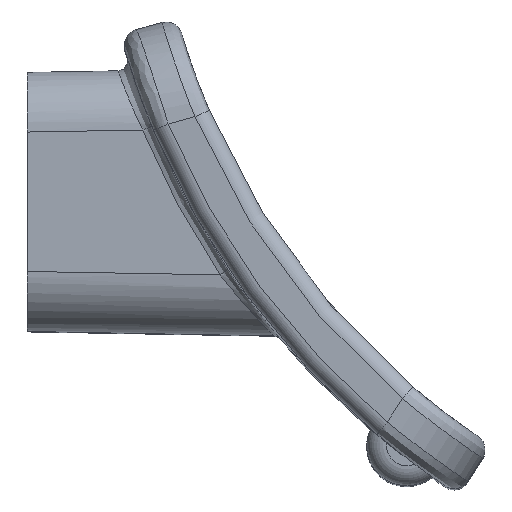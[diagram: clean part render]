
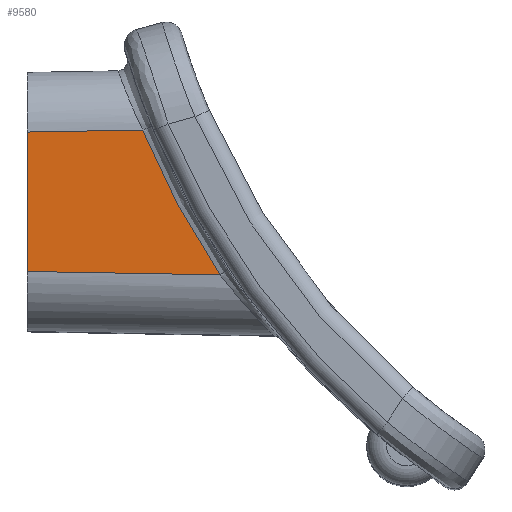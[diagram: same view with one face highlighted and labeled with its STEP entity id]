
A CAD part, top view. The second image highlights one B-rep face of the part: STEP entity #9580.
In plain terms, the highlighted planar face has unit normal (-0.018, 0, 1).
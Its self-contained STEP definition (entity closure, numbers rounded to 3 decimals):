
#300=CARTESIAN_POINT('',(-2.,18.487,-16.));
#310=VERTEX_POINT('',#300);
#360=CARTESIAN_POINT('',(-2.,8.486,-16.));
#370=DIRECTION('',(0.,1.,0.));
#380=VECTOR('',#370,1.);
#390=LINE('',#360,#380);
#400=CARTESIAN_POINT('',(-2.,11.486,-16.));
#410=VERTEX_POINT('',#400);
#420=EDGE_CURVE('',#410,#310,#390,.T.);
#9210=CARTESIAN_POINT('',(-2.,10.486,-16.));
#9220=DIRECTION('',(0.017,0.,-1.));
#9230=DIRECTION('',(0.,1.,0.));
#9240=AXIS2_PLACEMENT_3D('',#9210,#9220,#9230);
#9250=PLANE('',#9240);
#9260=CARTESIAN_POINT('',(7.69,11.317,
-15.831));
#9270=CARTESIAN_POINT('',(7.677,11.336,
-15.831));
#9280=CARTESIAN_POINT('',(7.664,11.356,
-15.831));
#9290=CARTESIAN_POINT('',(6.949,12.423,
-15.844));
#9300=CARTESIAN_POINT('',(6.295,13.504,
-15.855));
#9310=CARTESIAN_POINT('',(5.004,15.884,
-15.878));
#9320=CARTESIAN_POINT('',(4.384,17.189,
-15.889));
#9330=CARTESIAN_POINT('',(3.827,18.545,
-15.898));
#9340=CARTESIAN_POINT('',(3.818,18.566,
-15.898));
#9350=CARTESIAN_POINT('',(3.809,18.588,
-15.899));
#9360=B_SPLINE_CURVE_WITH_KNOTS('',3,(#9260,#9270,#9280,#9290,#9300,
#9310,#9320,#9330,#9340,#9350),.UNSPECIFIED.,.F.,.F.,(4,2,2,2,4),(0.,
0.07,3.832,8.135,8.205),
.UNSPECIFIED.);
#9370=CARTESIAN_POINT('',(7.69,11.317,
-15.831));
#9380=VERTEX_POINT('',#9370);
#9390=CARTESIAN_POINT('',(3.809,18.588,
-15.899));
#9400=VERTEX_POINT('',#9390);
#9410=EDGE_CURVE('',#9380,#9400,#9360,.T.);
#9420=ORIENTED_EDGE('',*,*,#9410,.T.);
#9430=CARTESIAN_POINT('',(-2.052,11.487,
-16.001));
#9440=DIRECTION('',(-1.,0.017,
-0.017));
#9450=VECTOR('',#9440,1.);
#9460=LINE('',#9430,#9450);
#9470=EDGE_CURVE('',#9380,#410,#9460,.T.);
#9480=ORIENTED_EDGE('',*,*,#9470,.F.);
#9490=ORIENTED_EDGE('',*,*,#420,.F.);
#9500=CARTESIAN_POINT('',(-2.052,18.486,
-16.001));
#9510=DIRECTION('',(-1.,-0.017,
-0.017));
#9520=VECTOR('',#9510,1.);
#9530=LINE('',#9500,#9520);
#9540=EDGE_CURVE('',#9400,#310,#9530,.T.);
#9550=ORIENTED_EDGE('',*,*,#9540,.T.);
#9560=EDGE_LOOP('',(#9550,#9490,#9480,#9420));
#9570=FACE_OUTER_BOUND('',#9560,.T.);
#9580=ADVANCED_FACE('',(#9570),#9250,.F.);
